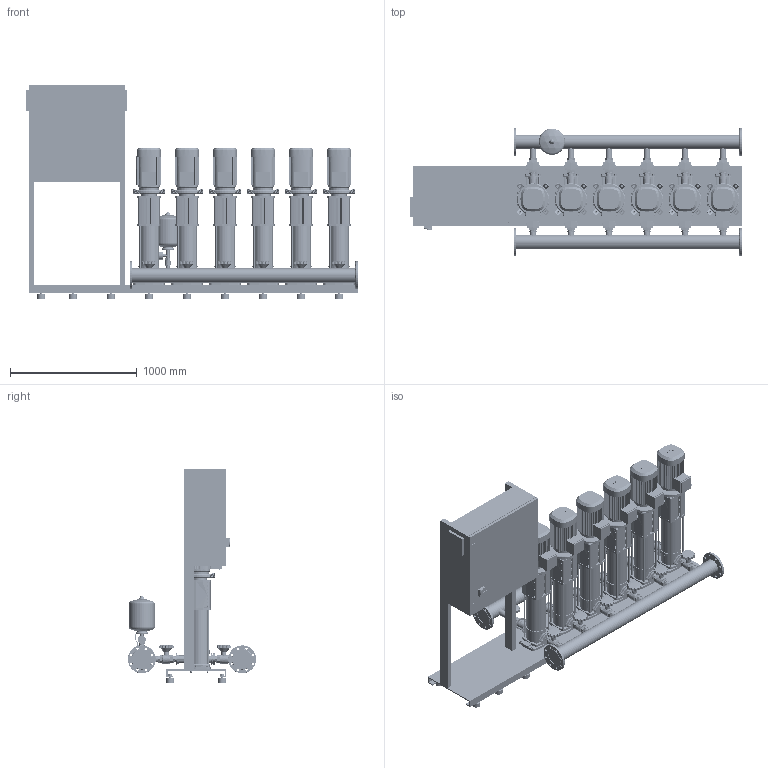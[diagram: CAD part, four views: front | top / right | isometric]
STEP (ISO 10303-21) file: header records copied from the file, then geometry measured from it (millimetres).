
FILE_DESCRIPTION((''),'2;1');
FILE_NAME('3d_COR-6HELIXV1010_K_CC-2534224.stp','2016-01-22T12:22:32',(''),(''),'Mechanical Desktop 2009','Mechanical Desktop 2009',', , ');
FILE_SCHEMA(('CONFIG_CONTROL_DESIGN'));
Length unit declared in the file: millimetre
Products named in the file (1): Product
Bounding box: 2620 x 1012 x 1685 mm (x, y, z)
Volume: 388309162.8 mm3; surface area: 20778675.6 mm2
Topology: 293 solids, 293 shells, 10267 faces, 26889 edges, 17599 vertices
Faces by surface type: plane 4329, bspline 2664, cylinder 2608, cone 472, torus 156, sphere 38
Entity records: 337688 total; most frequent: CARTESIAN_POINT 85118, ORIENTED_EDGE 53714, DIRECTION 49307, EDGE_CURVE 26857, VERTEX_POINT 17594, VECTOR 17103, LINE 17103, AXIS2_PLACEMENT_3D 16102
